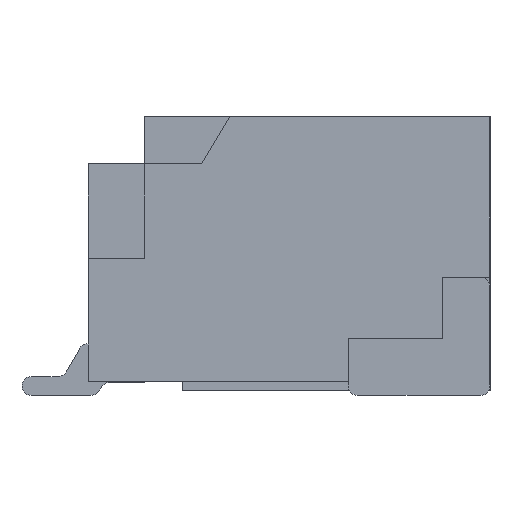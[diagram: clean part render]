
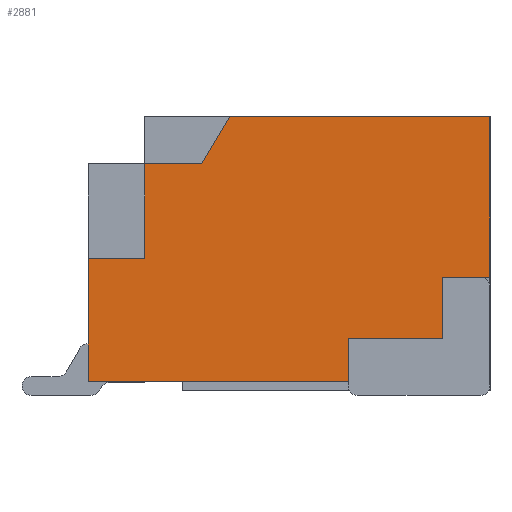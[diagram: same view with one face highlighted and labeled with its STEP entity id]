
A CAD part, left-side view. The second image highlights one B-rep face of the part: STEP entity #2881.
In plain terms, the highlighted planar face has unit normal (-1, 0, 0).
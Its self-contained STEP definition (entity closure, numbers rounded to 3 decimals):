
#2881=ADVANCED_FACE('',(#6572),#6574,.T.);
#6572=FACE_BOUND('',#6573,.T.);
#6573=EDGE_LOOP('',(#9599,#9600,#9601,#9602,#9603,#9604,#9605,#9606,#9607,#9608,
#9609,#9610));
#6574=PLANE('',#6575);
#6575=AXIS2_PLACEMENT_3D('',#6576,#6577,#6578);
#6576=CARTESIAN_POINT('',(-1.5,0.,0.));
#6577=DIRECTION('',(-1.,0.,0.));
#6578=DIRECTION('',(0.,0.,1.));
#9599=ORIENTED_EDGE('',*,*,#11577,.T.);
#9600=ORIENTED_EDGE('',*,*,#11578,.T.);
#9601=ORIENTED_EDGE('',*,*,#11579,.T.);
#9602=ORIENTED_EDGE('',*,*,#11480,.T.);
#9603=ORIENTED_EDGE('',*,*,#11580,.T.);
#9604=ORIENTED_EDGE('',*,*,#11581,.T.);
#9605=ORIENTED_EDGE('',*,*,#11582,.T.);
#9606=ORIENTED_EDGE('',*,*,#11583,.T.);
#9607=ORIENTED_EDGE('',*,*,#11456,.T.);
#9608=ORIENTED_EDGE('',*,*,#11576,.T.);
#9609=ORIENTED_EDGE('',*,*,#11584,.T.);
#9610=ORIENTED_EDGE('',*,*,#11585,.T.);
#11456=EDGE_CURVE('',#13406,#13404,#13407,.T.);
#11480=EDGE_CURVE('',#13453,#13451,#13454,.T.);
#11576=EDGE_CURVE('',#13404,#13633,#13635,.T.);
#11577=EDGE_CURVE('',#13636,#13637,#13638,.F.);
#11578=EDGE_CURVE('',#13637,#13639,#13640,.F.);
#11579=EDGE_CURVE('',#13639,#13453,#13641,.T.);
#11580=EDGE_CURVE('',#13451,#13642,#13643,.F.);
#11581=EDGE_CURVE('',#13642,#13644,#13645,.F.);
#11582=EDGE_CURVE('',#13644,#13646,#13647,.F.);
#11583=EDGE_CURVE('',#13646,#13406,#13648,.F.);
#11584=EDGE_CURVE('',#13633,#13649,#13650,.F.);
#11585=EDGE_CURVE('',#13649,#13636,#13651,.F.);
#13404=VERTEX_POINT('',#17526);
#13406=VERTEX_POINT('',#17530);
#13407=LINE('',#17531,#17532);
#13451=VERTEX_POINT('',#17621);
#13453=VERTEX_POINT('',#17625);
#13454=LINE('',#17626,#17627);
#13633=VERTEX_POINT('',#17995);
#13635=LINE('',#17999,#18000);
#13636=VERTEX_POINT('',#18002);
#13637=VERTEX_POINT('',#18003);
#13638=LINE('',#18004,#18005);
#13639=VERTEX_POINT('',#18007);
#13640=LINE('',#18008,#18009);
#13641=LINE('',#18011,#18012);
#13642=VERTEX_POINT('',#18014);
#13643=LINE('',#18015,#18016);
#13644=VERTEX_POINT('',#18018);
#13645=LINE('',#18019,#18020);
#13646=VERTEX_POINT('',#18022);
#13647=LINE('',#18023,#18024);
#13648=LINE('',#18026,#18027);
#13649=VERTEX_POINT('',#18029);
#13650=LINE('',#18030,#18031);
#13651=LINE('',#18033,#18034);
#17526=CARTESIAN_POINT('',(-1.5,-4.25,2.9));
#17530=CARTESIAN_POINT('',(-1.5,-4.25,1.2));
#17531=CARTESIAN_POINT('',(-1.5,-4.25,1.2));
#17532=VECTOR('',#17533,1.);
#17533=DIRECTION('',(0.,0.,1.));
#17621=CARTESIAN_POINT('',(-1.5,-2.75,0.1));
#17625=CARTESIAN_POINT('',(-1.5,0.,0.1));
#17626=CARTESIAN_POINT('',(-1.5,0.,0.1));
#17627=VECTOR('',#17628,1.);
#17628=DIRECTION('',(0.,-1.,0.));
#17995=CARTESIAN_POINT('',(-1.5,-1.5,2.9));
#17999=CARTESIAN_POINT('',(-1.5,-4.25,2.9));
#18000=VECTOR('',#18001,1.);
#18001=DIRECTION('',(0.,1.,0.));
#18002=CARTESIAN_POINT('',(-1.5,-0.6,2.4));
#18003=CARTESIAN_POINT('',(-1.5,-0.6,1.4));
#18004=CARTESIAN_POINT('',(-1.5,-0.6,1.4));
#18005=VECTOR('',#18006,1.);
#18006=DIRECTION('',(0.,0.,1.));
#18007=CARTESIAN_POINT('',(-1.5,0.,1.4));
#18008=CARTESIAN_POINT('',(-1.5,0.,1.4));
#18009=VECTOR('',#18010,1.);
#18010=DIRECTION('',(0.,-1.,0.));
#18011=CARTESIAN_POINT('',(-1.5,0.,1.4));
#18012=VECTOR('',#18013,1.);
#18013=DIRECTION('',(0.,0.,-1.));
#18014=CARTESIAN_POINT('',(-1.5,-2.75,0.55));
#18015=CARTESIAN_POINT('',(-1.5,-2.75,0.55));
#18016=VECTOR('',#18017,1.);
#18017=DIRECTION('',(0.,0.,-1.));
#18018=CARTESIAN_POINT('',(-1.5,-3.75,0.55));
#18019=CARTESIAN_POINT('',(-1.5,-3.75,0.55));
#18020=VECTOR('',#18021,1.);
#18021=DIRECTION('',(0.,1.,0.));
#18022=CARTESIAN_POINT('',(-1.5,-3.75,1.2));
#18023=CARTESIAN_POINT('',(-1.5,-3.75,1.2));
#18024=VECTOR('',#18025,1.);
#18025=DIRECTION('',(0.,0.,-1.));
#18026=CARTESIAN_POINT('',(-1.5,-4.25,1.2));
#18027=VECTOR('',#18028,1.);
#18028=DIRECTION('',(0.,1.,0.));
#18029=CARTESIAN_POINT('',(-1.5,-1.2,2.4));
#18030=CARTESIAN_POINT('',(-1.5,-1.2,2.4));
#18031=VECTOR('',#18032,1.);
#18032=DIRECTION('',(0.,-0.514,0.857));
#18033=CARTESIAN_POINT('',(-1.5,-0.6,2.4));
#18034=VECTOR('',#18035,1.);
#18035=DIRECTION('',(0.,-1.,0.));
